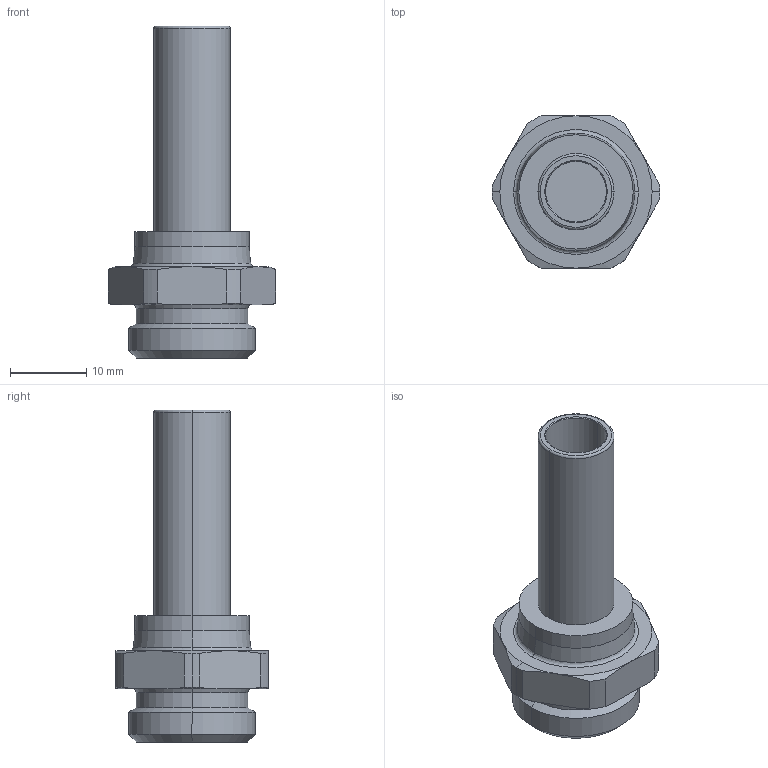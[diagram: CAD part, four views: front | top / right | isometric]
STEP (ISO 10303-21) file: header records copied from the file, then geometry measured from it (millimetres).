
FILE_DESCRIPTION((''),'2;1');
FILE_NAME('GPCJ_10G03(3D).stp','2012-12-20T14:33:13',(''),(''),'Mechanical Desktop.R8.0.24.0','Mechanical Desktop.R8.0.24.0',', , ');
FILE_SCHEMA(('CONFIG_CONTROL_DESIGN'));
Length unit declared in the file: millimetre
Products named in the file (2): GPCJ_10G03(3D); 睡ヶ1
Assembly tree (1 placements, depth 2):
  GPCJ_10G03(3D)
    睡ヶ1
Bounding box: 22 x 20 x 43.6 mm (x, y, z)
Volume: 3691.2 mm3; surface area: 3482.5 mm2
Topology: 1 solids, 1 shells, 69 faces, 156 edges, 93 vertices
Faces by surface type: cone 32, cylinder 20, plane 13, torus 2, bspline 2
Entity records: 2079 total; most frequent: CARTESIAN_POINT 454, DIRECTION 346, ORIENTED_EDGE 308, EDGE_CURVE 154, AXIS2_PLACEMENT_3D 147, VERTEX_POINT 93, CIRCLE 78, EDGE_LOOP 75
